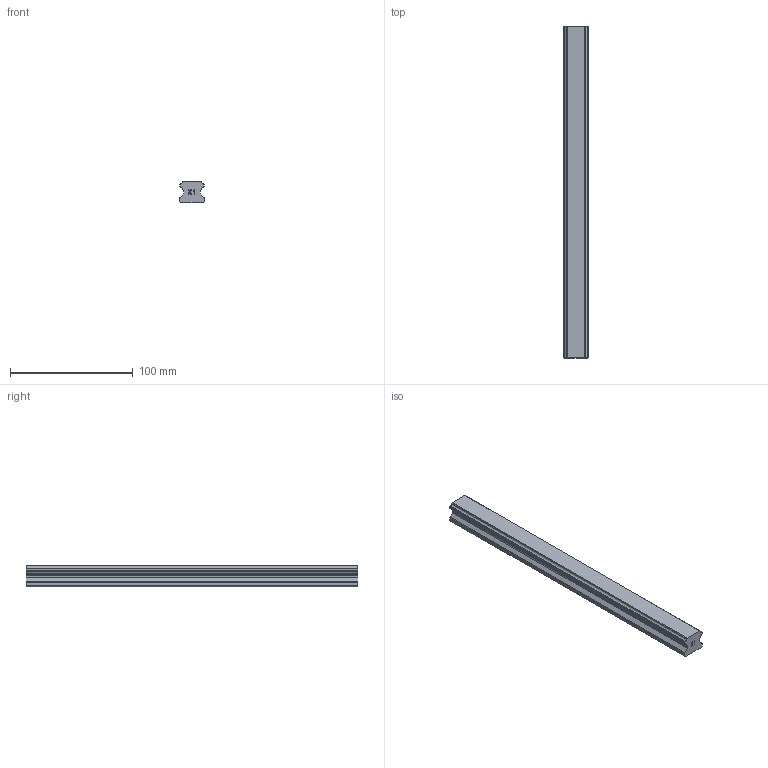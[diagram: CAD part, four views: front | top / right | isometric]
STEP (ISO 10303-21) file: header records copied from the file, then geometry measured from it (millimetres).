
FILE_DESCRIPTION(('STEP AP214'),'1');
FILE_NAME('cctmp_5A475AB5-D936-4AAA-A0D5-71CE1A238C36_2021_01_21_14_41_04_0350..stp','2021-01-21T13:41:04',('HIWIN GmbH'),('CADClick - www.CADClick.com'),'Spatial InterOp 3D',' ','unknown authorization');
FILE_SCHEMA(('AUTOMOTIVE_DESIGN'));
Length unit declared in the file: millimetre
Products named in the file (1): HGR20T270C_FILE
Bounding box: 20 x 270 x 17.5 mm (x, y, z)
Volume: 79632.3 mm3; surface area: 22151.3 mm2
Topology: 1 solids, 1 shells, 127 faces, 353 edges, 227 vertices
Faces by surface type: plane 85, cylinder 32, cone 10
Entity records: 5001 total; most frequent: CARTESIAN_POINT 698, ORIENTED_EDGE 686, DIRECTION 663, EDGE_CURVE 343, LINE 279, VECTOR 279, VERTEX_POINT 227, AXIS2_PLACEMENT_3D 192
